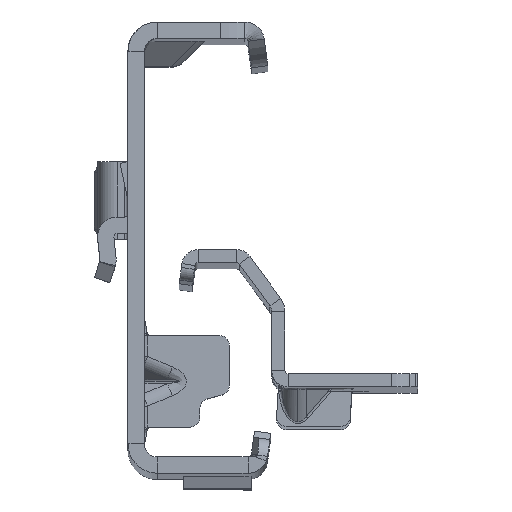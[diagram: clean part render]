
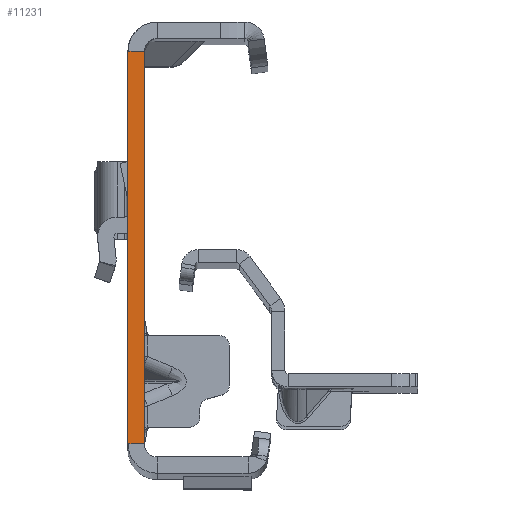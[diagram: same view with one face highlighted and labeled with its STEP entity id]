
A CAD part, top view. The second image highlights one B-rep face of the part: STEP entity #11231.
In plain terms, the highlighted planar face has unit normal (0, 0, 1).
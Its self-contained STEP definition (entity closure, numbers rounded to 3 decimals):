
#2 = LINE ( 'NONE', #13657, #15080 ) ;
#18 = CARTESIAN_POINT ( 'NONE',  ( 0., 30., 0. ) ) ;
#44 = VERTEX_POINT ( 'NONE', #17845 ) ;
#488 = EDGE_CURVE ( 'NONE', #752, #12072, #11254, .T. ) ;
#752 = VERTEX_POINT ( 'NONE', #18 ) ;
#1397 = LINE ( 'NONE', #11123, #13957 ) ;
#1560 = CARTESIAN_POINT ( 'NONE',  ( -2.5, -32., 0. ) ) ;
#3221 = ORIENTED_EDGE ( 'NONE', *, *, #14067, .T. ) ;
#3480 = EDGE_CURVE ( 'NONE', #12072, #44, #2, .T. ) ;
#4036 = CARTESIAN_POINT ( 'NONE',  ( 0., -30., 0. ) ) ;
#4513 = LINE ( 'NONE', #15696, #9735 ) ;
#4717 = EDGE_CURVE ( 'NONE', #11446, #44, #1397, .T. ) ;
#7608 = ORIENTED_EDGE ( 'NONE', *, *, #4717, .T. ) ;
#7869 = ORIENTED_EDGE ( 'NONE', *, *, #488, .F. ) ;
#8811 = ORIENTED_EDGE ( 'NONE', *, *, #3480, .F. ) ;
#9122 = CARTESIAN_POINT ( 'NONE',  ( -2.5, 30., 0. ) ) ;
#9648 = CARTESIAN_POINT ( 'NONE',  ( 0., -32., 0. ) ) ;
#9735 = VECTOR ( 'NONE', #15781, 1000. ) ;
#9841 = DIRECTION ( 'NONE',  ( -1., 0., 0. ) ) ;
#9857 = DIRECTION ( 'NONE',  ( 0., -1., 0. ) ) ;
#10014 = DIRECTION ( 'NONE',  ( 1., 0., 0. ) ) ;
#10771 = AXIS2_PLACEMENT_3D ( 'NONE', #1560, #15662, #10014 ) ;
#11123 = CARTESIAN_POINT ( 'NONE',  ( -2.5, -32., 0. ) ) ;
#11231 = ADVANCED_FACE ( 'NONE', ( #12660 ), #12745, .T. ) ;
#11254 = LINE ( 'NONE', #9648, #17025 ) ;
#11446 = VERTEX_POINT ( 'NONE', #9122 ) ;
#12072 = VERTEX_POINT ( 'NONE', #4036 ) ;
#12660 = FACE_OUTER_BOUND ( 'NONE', #16113, .T. ) ;
#12745 = PLANE ( 'NONE',  #10771 ) ;
#13657 = CARTESIAN_POINT ( 'NONE',  ( 0., -30., 0. ) ) ;
#13807 = DIRECTION ( 'NONE',  ( 0., -1., 0. ) ) ;
#13957 = VECTOR ( 'NONE', #9857, 1000. ) ;
#14067 = EDGE_CURVE ( 'NONE', #752, #11446, #4513, .T. ) ;
#15080 = VECTOR ( 'NONE', #9841, 1000. ) ;
#15662 = DIRECTION ( 'NONE',  ( 0., 0., 1. ) ) ;
#15696 = CARTESIAN_POINT ( 'NONE',  ( 0., 30., 0. ) ) ;
#15781 = DIRECTION ( 'NONE',  ( -1., 0., 0. ) ) ;
#16113 = EDGE_LOOP ( 'NONE', ( #7869, #3221, #7608, #8811 ) ) ;
#17025 = VECTOR ( 'NONE', #13807, 1000. ) ;
#17845 = CARTESIAN_POINT ( 'NONE',  ( -2.5, -30., 0. ) ) ;
